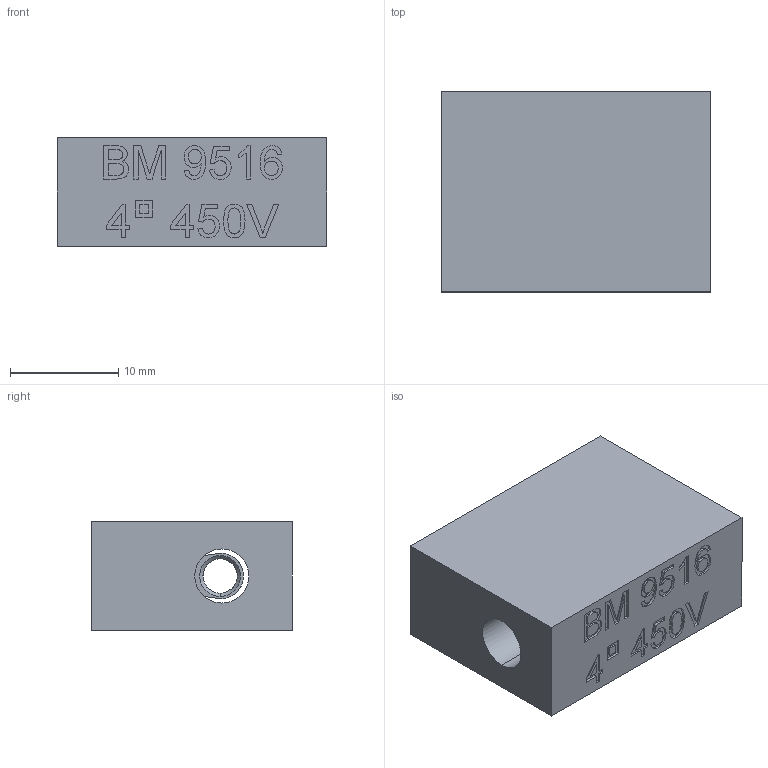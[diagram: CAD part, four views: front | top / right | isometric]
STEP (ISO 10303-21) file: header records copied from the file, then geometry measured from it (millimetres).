
FILE_DESCRIPTION (( 'STEP AP203' ), '1' );
FILE_NAME ('9516.STEP', '2025-09-26T11:25:39', ( '' ), ( '' ), 'SwSTEP 2.0', 'SolidWorks 2022', '' );
FILE_SCHEMA (( 'CONFIG_CONTROL_DESIGN' ));
Length unit declared in the file: millimetre
Products named in the file (4): SABUS9201; SAINVSTEA9516; 9516; SAVMIC36
Assembly tree (4 placements, depth 2):
  9516
    SAINVSTEA9516
    SABUS9201
    SAVMIC36  x2
Bounding box: 24.9 x 18.5 x 10 mm (x, y, z)
Volume: 3892.1 mm3; surface area: 3034.9 mm2
Topology: 4 solids, 4 shells, 248 faces, 644 edges, 424 vertices
Faces by surface type: plane 141, bspline 72, cylinder 23, cone 12
Entity records: 11600 total; most frequent: CARTESIAN_POINT 5804, ORIENTED_EDGE 1232, DIRECTION 854, EDGE_CURVE 616, VERTEX_POINT 406, LINE 402, VECTOR 402, EDGE_LOOP 270
